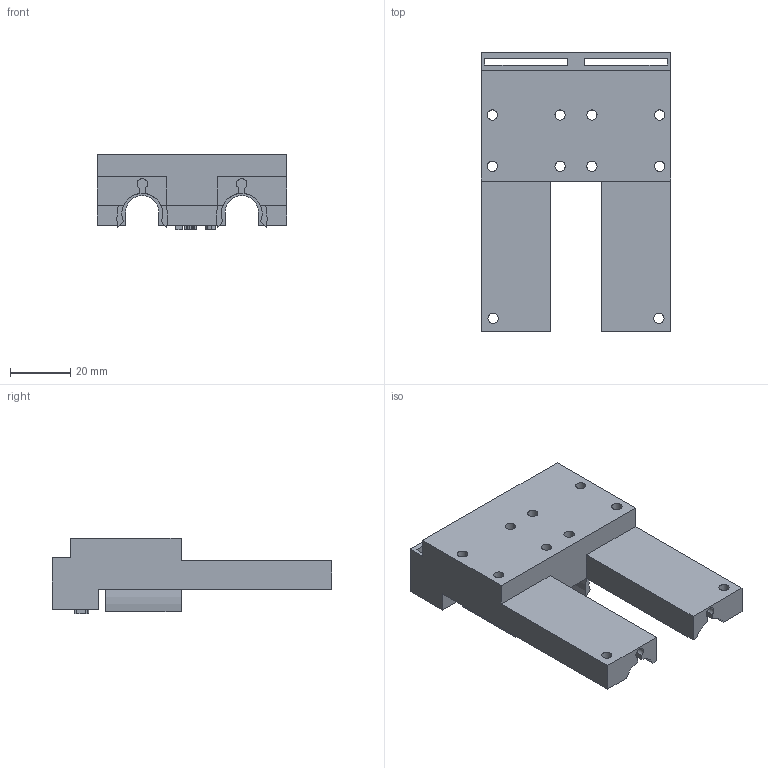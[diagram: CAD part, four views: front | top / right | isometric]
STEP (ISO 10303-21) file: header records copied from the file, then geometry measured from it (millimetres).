
FILE_DESCRIPTION(/* description */ ('STEP AP242','CAx-IF Rec.Pracs.---Representation and Presentation of Product Manufacturing Information (PMI)---4.0---2014-10-13','CAx-IF Rec.Pracs.---3D Tessellated Geometry---0.4---2014-09-14','2;1'),/* implementation_level */ '2;1');
FILE_NAME(/* name */ '6745678ef57929090f32ac48',/* time_stamp */ '2024-11-26T06:15:45Z',/* author */ (''),/* organization */ (''),/* preprocessor_version */ 'ST-DEVELOPER v20',/* originating_system */ 'ONSHAPE BY PTC INC, 1.190',/* authorisation */ ' ');
FILE_SCHEMA (('AP242_MANAGED_MODEL_BASED_3D_ENGINEERING_MIM_LF { 1 0 10303 442 1 1 4 }'));
Length unit declared in the file: metre
Products named in the file (1): Part 1
Bounding box: 63 x 92.75 x 25.2 mm (x, y, z)
Volume: 57332.6 mm3; surface area: 23797.6 mm2
Topology: 1 solids, 1 shells, 171 faces, 502 edges, 336 vertices
Faces by surface type: plane 110, cylinder 43, bspline 18
Full cylindrical faces by diameter (mm): 3.4 x10, 5.5 x2, 6.5 x8
Entity records: 5556 total; most frequent: CARTESIAN_POINT 1206, ORIENTED_EDGE 928, DIRECTION 808, EDGE_CURVE 464, LINE 320, VECTOR 320, VERTEX_POINT 318, AXIS2_PLACEMENT_3D 244
